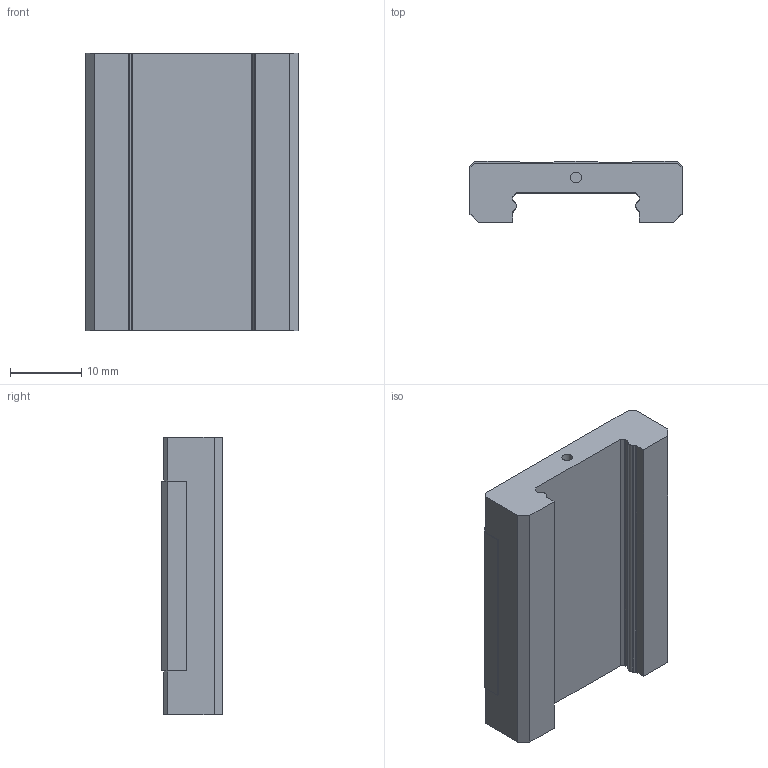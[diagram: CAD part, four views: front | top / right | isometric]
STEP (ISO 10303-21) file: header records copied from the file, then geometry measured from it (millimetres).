
FILE_DESCRIPTION(/* description */ (''),/* implementation_level */ '2;1');
FILE_NAME(/* name */ 'MB09WN.stp',/* time_stamp */ '2015-06-18T17:03:28+08:00',/* author */ ('carryzheng'),/* organization */ (''),/* preprocessor_version */ 'ST-DEVELOPER v15.6',/* originating_system */ 'Autodesk Inventor 2015',/* authorisation */ '');
FILE_SCHEMA (('AUTOMOTIVE_DESIGN { 1 0 10303 214 3 1 1 }'));
Length unit declared in the file: millimetre
Products named in the file (2): MB09WN-GGX-0A__X2_FFFD_X0_w_X2_FFFD_X0_]_1; MB09WN
Assembly tree (1 placements, depth 2):
  MB09WN
    MB09WN-GGX-0A__X2_FFFD_X0_w_X2_FFFD_X0_]_1
Bounding box: 30 x 8.6 x 39 mm (x, y, z)
Volume: 6821.4 mm3; surface area: 3803.2 mm2
Topology: 1 solids, 1 shells, 106 faces, 278 edges, 184 vertices
Faces by surface type: plane 60, cylinder 22, bspline 16, cone 8
Full cylindrical faces by diameter (mm): 1.5 x2, 2.5 x4, 3 x4
Entity records: 3714 total; most frequent: CARTESIAN_POINT 1243, ORIENTED_EDGE 504, DIRECTION 454, EDGE_CURVE 252, VERTEX_POINT 176, LINE 172, VECTOR 172, AXIS2_PLACEMENT_3D 141
